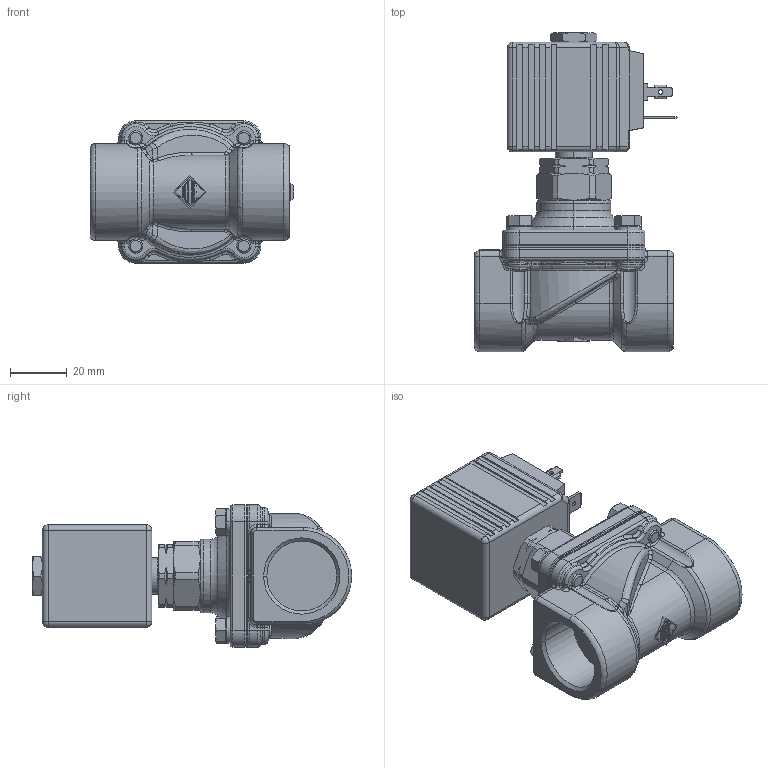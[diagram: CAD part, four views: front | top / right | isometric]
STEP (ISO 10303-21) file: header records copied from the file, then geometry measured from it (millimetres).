
FILE_DESCRIPTION((''),'2;1');
FILE_NAME('21HT5Z0Y160_GDH_INGOMBRO_ASM','2009-07-21T',('romeri'),('O.D.E.'),'PRO/ENGINEER BY PARAMETRIC TECHNOLOGY CORPORATION, 2005450','PRO/ENGINEER BY PARAMETRIC TECHNOLOGY CORPORATION, 2005450','');
FILE_SCHEMA(('CONFIG_CONTROL_DESIGN'));
Length unit declared in the file: millimetre
Products named in the file (11): 4500H3_INGOMBRO; 450290_INGOMBRO; 451038_INGOMBRO; 452863_INGOMBRO; 450573_INGOMBRO; 990329; 990328_M5X16; BOBINA_12_W_INGOMBRO; 450145; 450146; 21HT5Z0Y160_GDH_INGOMBRO_ASM
Assembly tree (16 placements, depth 2):
  21HT5Z0Y160_GDH_INGOMBRO_ASM
    4500H3_INGOMBRO
    450290_INGOMBRO
    451038_INGOMBRO
    452863_INGOMBRO
    450573_INGOMBRO
    990329  x4
    990328_M5X16  x4
    BOBINA_12_W_INGOMBRO
    450145
    450146
Bounding box: 71.5 x 112.2 x 50 mm (x, y, z)
Volume: 143827.4 mm3; surface area: 48966.7 mm2
Topology: 16 solids, 18 shells, 896 faces, 2113 edges, 1285 vertices
Faces by surface type: plane 329, cylinder 258, cone 135, torus 96, bspline 66, sphere 12
Entity records: 35545 total; most frequent: CARTESIAN_POINT 7696, DIRECTION 3956, ORIENTED_EDGE 3874, PRESENTATION_STYLE_ASSIGNMENT 2197, EDGE_CURVE 1937, STYLED_ITEM 1796, CURVE_STYLE 1689, AXIS2_PLACEMENT_3D 1555
